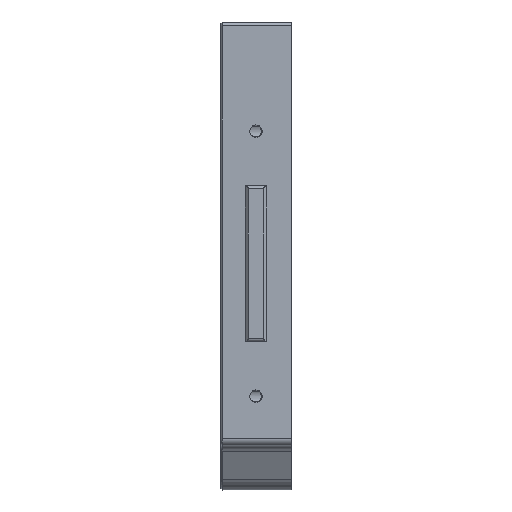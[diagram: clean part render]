
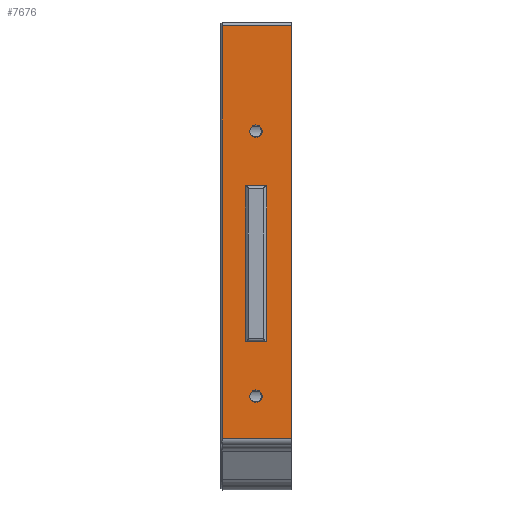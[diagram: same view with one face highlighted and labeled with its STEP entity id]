
A CAD part, top view. The second image highlights one B-rep face of the part: STEP entity #7676.
In plain terms, the highlighted planar face has unit normal (0, 0, 1).
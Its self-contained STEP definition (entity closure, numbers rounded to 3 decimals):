
#242=FACE_BOUND('',#1427,.T.);
#243=FACE_BOUND('',#1428,.T.);
#244=FACE_BOUND('',#1429,.T.);
#445=CIRCLE('',#8348,1.75);
#446=CIRCLE('',#8349,1.75);
#650=PLANE('',#8347);
#975=FACE_OUTER_BOUND('',#1426,.T.);
#1426=EDGE_LOOP('',(#6268,#6269,#6270,#6271));
#1427=EDGE_LOOP('',(#6272));
#1428=EDGE_LOOP('',(#6273));
#1429=EDGE_LOOP('',(#6274,#6275,#6276,#6277));
#2162=LINE('',#12576,#2885);
#2187=LINE('',#12644,#2910);
#2188=LINE('',#12647,#2911);
#2189=LINE('',#12648,#2912);
#2190=LINE('',#12655,#2913);
#2191=LINE('',#12657,#2914);
#2192=LINE('',#12659,#2915);
#2193=LINE('',#12660,#2916);
#2885=VECTOR('',#10012,10.);
#2910=VECTOR('',#10089,10.);
#2911=VECTOR('',#10092,10.);
#2912=VECTOR('',#10093,1.);
#2913=VECTOR('',#10098,10.);
#2914=VECTOR('',#10099,10.);
#2915=VECTOR('',#10100,10.);
#2916=VECTOR('',#10101,10.);
#3618=VERTEX_POINT('',#12570);
#3619=VERTEX_POINT('',#12574);
#3636=VERTEX_POINT('',#12642);
#3637=VERTEX_POINT('',#12646);
#3638=VERTEX_POINT('',#12649);
#3639=VERTEX_POINT('',#12651);
#3640=VERTEX_POINT('',#12653);
#3641=VERTEX_POINT('',#12654);
#3642=VERTEX_POINT('',#12656);
#3643=VERTEX_POINT('',#12658);
#4567=EDGE_CURVE('',#3618,#3619,#2162,.T.);
#4601=EDGE_CURVE('',#3619,#3636,#2187,.T.);
#4602=EDGE_CURVE('',#3637,#3636,#2188,.T.);
#4603=EDGE_CURVE('',#3618,#3637,#2189,.T.);
#4604=EDGE_CURVE('',#3638,#3638,#445,.T.);
#4605=EDGE_CURVE('',#3639,#3639,#446,.T.);
#4606=EDGE_CURVE('',#3640,#3641,#2190,.T.);
#4607=EDGE_CURVE('',#3642,#3640,#2191,.T.);
#4608=EDGE_CURVE('',#3643,#3642,#2192,.T.);
#4609=EDGE_CURVE('',#3641,#3643,#2193,.T.);
#6268=ORIENTED_EDGE('',*,*,#4567,.T.);
#6269=ORIENTED_EDGE('',*,*,#4601,.T.);
#6270=ORIENTED_EDGE('',*,*,#4602,.F.);
#6271=ORIENTED_EDGE('',*,*,#4603,.F.);
#6272=ORIENTED_EDGE('',*,*,#4604,.F.);
#6273=ORIENTED_EDGE('',*,*,#4605,.F.);
#6274=ORIENTED_EDGE('',*,*,#4606,.F.);
#6275=ORIENTED_EDGE('',*,*,#4607,.F.);
#6276=ORIENTED_EDGE('',*,*,#4608,.F.);
#6277=ORIENTED_EDGE('',*,*,#4609,.F.);
#7676=ADVANCED_FACE('',(#975,#242,#243,#244),#650,.F.);
#8347=AXIS2_PLACEMENT_3D('',#12645,#10090,#10091);
#8348=AXIS2_PLACEMENT_3D('',#12650,#10094,#10095);
#8349=AXIS2_PLACEMENT_3D('',#12652,#10096,#10097);
#10012=DIRECTION('',(0.,-1.,0.));
#10089=DIRECTION('',(1.,0.,0.));
#10090=DIRECTION('center_axis',(0.,0.,
-1.));
#10091=DIRECTION('ref_axis',(0.,-1.,0.));
#10092=DIRECTION('',(0.,-1.,0.));
#10093=DIRECTION('',(1.,0.,0.));
#10094=DIRECTION('center_axis',(0.,0.,
1.));
#10095=DIRECTION('ref_axis',(1.,0.,0.));
#10096=DIRECTION('center_axis',(0.,0.,
1.));
#10097=DIRECTION('ref_axis',(1.,0.,0.));
#10098=DIRECTION('',(1.,0.,0.));
#10099=DIRECTION('',(0.,-1.,0.));
#10100=DIRECTION('',(-1.,0.,0.));
#10101=DIRECTION('',(0.,1.,0.));
#12570=CARTESIAN_POINT('',(372.285,136.246,-58.096));
#12574=CARTESIAN_POINT('',(372.285,19.436,-58.096));
#12576=CARTESIAN_POINT('',(372.285,15.036,-58.096));
#12642=CARTESIAN_POINT('',(391.885,19.436,-58.096));
#12644=CARTESIAN_POINT('',(381.885,19.436,-58.096));
#12645=CARTESIAN_POINT('Origin',(391.885,20.636,-58.096));
#12646=CARTESIAN_POINT('',(391.885,136.246,-58.096));
#12647=CARTESIAN_POINT('',(391.885,140.936,-58.096));
#12648=CARTESIAN_POINT('',(391.885,136.246,-58.096));
#12649=CARTESIAN_POINT('',(380.135,31.436,-58.096));
#12650=CARTESIAN_POINT('Origin',(381.885,31.436,-58.096));
#12651=CARTESIAN_POINT('',(380.135,106.436,-58.096));
#12652=CARTESIAN_POINT('Origin',(381.885,106.436,-58.096));
#12653=CARTESIAN_POINT('',(378.885,46.936,-58.096));
#12654=CARTESIAN_POINT('',(384.885,46.936,-58.096));
#12655=CARTESIAN_POINT('',(388.385,46.936,-58.096));
#12656=CARTESIAN_POINT('',(378.885,90.936,-58.096));
#12657=CARTESIAN_POINT('',(378.885,40.036,-58.096));
#12658=CARTESIAN_POINT('',(384.885,90.936,-58.096));
#12659=CARTESIAN_POINT('',(385.385,90.936,-58.096));
#12660=CARTESIAN_POINT('',(384.885,62.036,-58.096));
